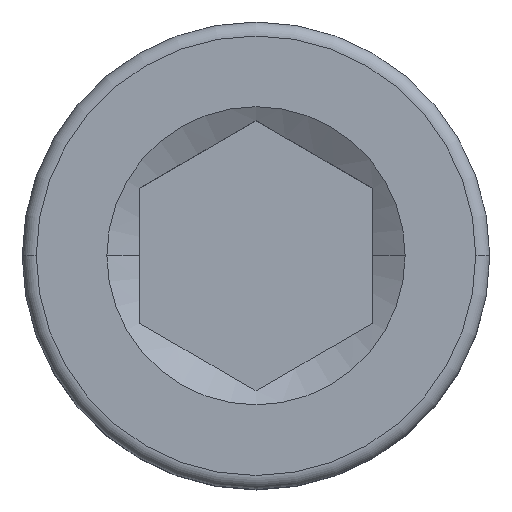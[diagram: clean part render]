
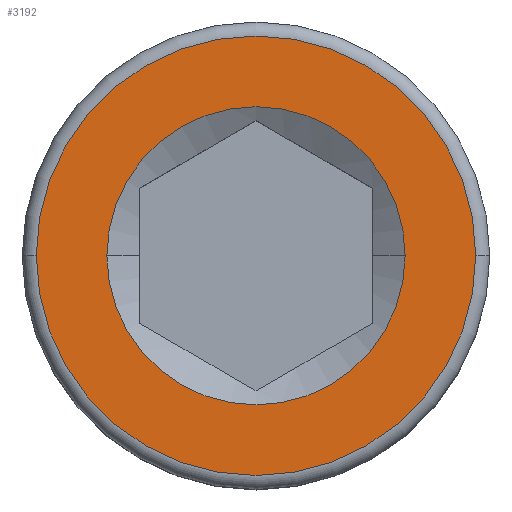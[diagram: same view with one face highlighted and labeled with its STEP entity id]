
A CAD part, top view. The second image highlights one B-rep face of the part: STEP entity #3192.
In plain terms, the highlighted planar face has unit normal (0, 0, 1).
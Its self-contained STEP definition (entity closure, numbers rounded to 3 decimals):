
#23 = DIRECTION ( 'NONE',  ( -1., 0., 0. ) ) ;
#96 = AXIS2_PLACEMENT_3D ( 'NONE', #512, #3108, #1952 ) ;
#121 = PLANE ( 'NONE',  #1891 ) ;
#307 = DIRECTION ( 'NONE',  ( 0., 0., -1. ) ) ;
#351 = CARTESIAN_POINT ( 'NONE',  ( 0., 4.7, 9. ) ) ;
#369 = DIRECTION ( 'NONE',  ( 0., 0., 1. ) ) ;
#386 = DIRECTION ( 'NONE',  ( 1., 0., 0. ) ) ;
#398 = AXIS2_PLACEMENT_3D ( 'NONE', #2113, #307, #23 ) ;
#512 = CARTESIAN_POINT ( 'NONE',  ( 0., 0., 9. ) ) ;
#695 = EDGE_CURVE ( 'NONE', #3539, #1768, #3654, .T. ) ;
#769 = EDGE_LOOP ( 'NONE', ( #2585, #2461 ) ) ;
#951 = AXIS2_PLACEMENT_3D ( 'NONE', #3695, #1946, #1661 ) ;
#1126 = EDGE_CURVE ( 'NONE', #1795, #1855, #1384, .T. ) ;
#1168 = DIRECTION ( 'NONE',  ( 0., 0., 1. ) ) ;
#1332 = EDGE_LOOP ( 'NONE', ( #3566, #2502 ) ) ;
#1384 = CIRCLE ( 'NONE', #951, 3.189 ) ;
#1470 = DIRECTION ( 'NONE',  ( 1., 0., 0. ) ) ;
#1538 = CARTESIAN_POINT ( 'NONE',  ( 3.189, 0., 9. ) ) ;
#1587 = EDGE_CURVE ( 'NONE', #1768, #3539, #1702, .T. ) ;
#1661 = DIRECTION ( 'NONE',  ( 1., 0., 0. ) ) ;
#1666 = CIRCLE ( 'NONE', #2280, 3.189 ) ;
#1702 = CIRCLE ( 'NONE', #96, 4.7 ) ;
#1768 = VERTEX_POINT ( 'NONE', #3574 ) ;
#1795 = VERTEX_POINT ( 'NONE', #1538 ) ;
#1811 = CARTESIAN_POINT ( 'NONE',  ( -3.189, 0., 9. ) ) ;
#1855 = VERTEX_POINT ( 'NONE', #1811 ) ;
#1891 = AXIS2_PLACEMENT_3D ( 'NONE', #351, #369, #386 ) ;
#1946 = DIRECTION ( 'NONE',  ( 0., 0., 1. ) ) ;
#1952 = DIRECTION ( 'NONE',  ( -1., 0., 0. ) ) ;
#2100 = CARTESIAN_POINT ( 'NONE',  ( 4.7, 0., 9. ) ) ;
#2103 = FACE_BOUND ( 'NONE', #769, .T. ) ;
#2113 = CARTESIAN_POINT ( 'NONE',  ( 0., 0., 9. ) ) ;
#2280 = AXIS2_PLACEMENT_3D ( 'NONE', #2375, #1168, #1470 ) ;
#2375 = CARTESIAN_POINT ( 'NONE',  ( 0., 0., 9. ) ) ;
#2461 = ORIENTED_EDGE ( 'NONE', *, *, #3421, .F. ) ;
#2502 = ORIENTED_EDGE ( 'NONE', *, *, #695, .F. ) ;
#2585 = ORIENTED_EDGE ( 'NONE', *, *, #1126, .F. ) ;
#3010 = FACE_OUTER_BOUND ( 'NONE', #1332, .T. ) ;
#3108 = DIRECTION ( 'NONE',  ( 0., 0., -1. ) ) ;
#3192 = ADVANCED_FACE ( 'NONE', ( #2103, #3010 ), #121, .T. ) ;
#3421 = EDGE_CURVE ( 'NONE', #1855, #1795, #1666, .T. ) ;
#3539 = VERTEX_POINT ( 'NONE', #2100 ) ;
#3566 = ORIENTED_EDGE ( 'NONE', *, *, #1587, .F. ) ;
#3574 = CARTESIAN_POINT ( 'NONE',  ( -4.7, 0., 9. ) ) ;
#3654 = CIRCLE ( 'NONE', #398, 4.7 ) ;
#3695 = CARTESIAN_POINT ( 'NONE',  ( 0., 0., 9. ) ) ;
